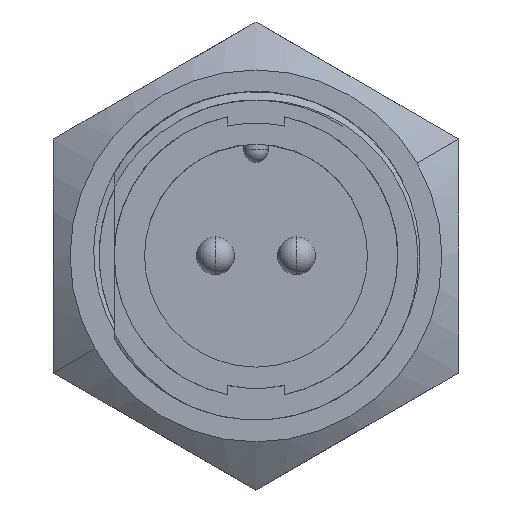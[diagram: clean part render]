
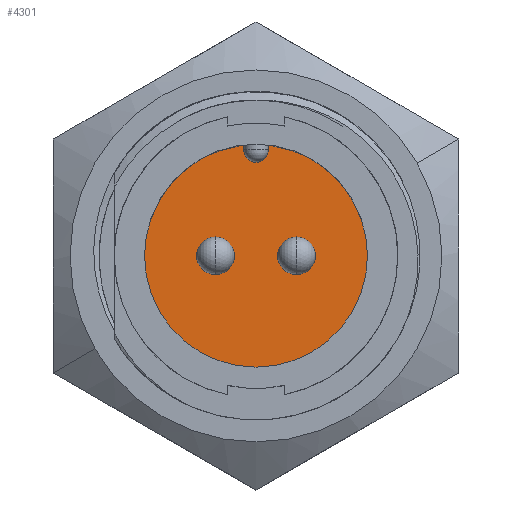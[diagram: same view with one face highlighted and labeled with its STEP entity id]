
A CAD part, top view. The second image highlights one B-rep face of the part: STEP entity #4301.
In plain terms, the highlighted planar face has unit normal (0, 0, 1).
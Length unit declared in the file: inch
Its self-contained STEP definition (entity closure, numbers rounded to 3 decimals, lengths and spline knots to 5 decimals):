
#2 = CIRCLE ( 'NONE', #6459, 0.275 ) ;
#7 = CIRCLE ( 'NONE', #6634, 0.0465 ) ;
#19 = CIRCLE ( 'NONE', #6544, 0.275 ) ;
#30 = CIRCLE ( 'NONE', #6621, 0.0465 ) ;
#36 = CIRCLE ( 'NONE', #6695, 0.275 ) ;
#77 = VERTEX_POINT ( 'NONE', #12346 ) ;
#312 = EDGE_LOOP ( 'NONE', ( #7998, #7740 ) ) ;
#323 = EDGE_LOOP ( 'NONE', ( #7889, #7862 ) ) ;
#352 = VERTEX_POINT ( 'NONE', #12300 ) ;
#363 = VERTEX_POINT ( 'NONE', #12003 ) ;
#398 = VERTEX_POINT ( 'NONE', #11998 ) ;
#400 = VERTEX_POINT ( 'NONE', #12051 ) ;
#414 = EDGE_LOOP ( 'NONE', ( #7912, #7842, #7963, #7817, #7814, #7712 ) ) ;
#597 = VERTEX_POINT ( 'NONE', #12320 ) ;
#679 = VERTEX_POINT ( 'NONE', #2719 ) ;
#1472 = VERTEX_POINT ( 'NONE', #2529 ) ;
#1486 = VERTEX_POINT ( 'NONE', #2741 ) ;
#1512 = VERTEX_POINT ( 'NONE', #2528 ) ;
#1914 = CARTESIAN_POINT ( 'NONE',  ( -0.1, 0.00001, 0.36537 ) ) ;
#1926 = DIRECTION ( 'NONE',  ( 1., 0., 0. ) ) ;
#1959 = DIRECTION ( 'NONE',  ( 0., 0., 1. ) ) ;
#2040 = FACE_BOUND ( 'NONE', #323, .T. ) ;
#2049 = AXIS2_PLACEMENT_3D ( 'NONE', #15574, #15629, #15831 ) ;
#2086 = FACE_BOUND ( 'NONE', #312, .T. ) ;
#2087 = AXIS2_PLACEMENT_3D ( 'NONE', #15391, #15388, #15386 ) ;
#2088 = FACE_OUTER_BOUND ( 'NONE', #414, .T. ) ;
#2089 = AXIS2_PLACEMENT_3D ( 'NONE', #15100, #15393, #15392 ) ;
#2528 = CARTESIAN_POINT ( 'NONE',  ( -0.275, 0., 0.36537 ) ) ;
#2529 = CARTESIAN_POINT ( 'NONE',  ( 0.275, 0., 0.36537 ) ) ;
#2719 = CARTESIAN_POINT ( 'NONE',  ( -0.03, 0.261, 0.36537 ) ) ;
#2741 = CARTESIAN_POINT ( 'NONE',  ( 0.03, 0.27336, 0.36537 ) ) ;
#3375 = DIRECTION ( 'NONE',  ( 1., 0., 0. ) ) ;
#3449 = DIRECTION ( 'NONE',  ( 0., 0., 1. ) ) ;
#3500 = CARTESIAN_POINT ( 'NONE',  ( 0., 0., 0.36537 ) ) ;
#3996 = CIRCLE ( 'NONE', #2049, 0.0465 ) ;
#4274 = CIRCLE ( 'NONE', #2089, 0.0465 ) ;
#4276 = EDGE_CURVE ( 'NONE', #597, #352, #3996, .T. ) ;
#4299 = EDGE_CURVE ( 'NONE', #400, #398, #4274, .T. ) ;
#4301 = ADVANCED_FACE ( 'NONE', ( #2040, #2088, #2086 ), #15390, .T. ) ;
#4391 = CIRCLE ( 'NONE', #6417, 0.03 ) ;
#4458 = EDGE_CURVE ( 'NONE', #363, #679, #4391, .T. ) ;
#4515 = EDGE_CURVE ( 'NONE', #77, #1512, #2, .T. ) ;
#4558 = EDGE_CURVE ( 'NONE', #1486, #363, #10284, .T. ) ;
#4605 = EDGE_CURVE ( 'NONE', #1472, #1486, #19, .T. ) ;
#4694 = EDGE_CURVE ( 'NONE', #398, #400, #30, .T. ) ;
#4729 = EDGE_CURVE ( 'NONE', #352, #597, #7, .T. ) ;
#4794 = EDGE_CURVE ( 'NONE', #679, #77, #12779, .T. ) ;
#4825 = EDGE_CURVE ( 'NONE', #1512, #1472, #36, .T. ) ;
#6417 = AXIS2_PLACEMENT_3D ( 'NONE', #7130, #7075, #7027 ) ;
#6459 = AXIS2_PLACEMENT_3D ( 'NONE', #9757, #10127, #10126 ) ;
#6501 = VECTOR ( 'NONE', #10345, 39.37008 ) ;
#6544 = AXIS2_PLACEMENT_3D ( 'NONE', #3500, #3449, #3375 ) ;
#6621 = AXIS2_PLACEMENT_3D ( 'NONE', #1914, #1959, #1926 ) ;
#6634 = AXIS2_PLACEMENT_3D ( 'NONE', #12540, #12542, #12530 ) ;
#6680 = VECTOR ( 'NONE', #12814, 39.37008 ) ;
#6695 = AXIS2_PLACEMENT_3D ( 'NONE', #9063, #9093, #8663 ) ;
#7027 = DIRECTION ( 'NONE',  ( 1., 0., 0. ) ) ;
#7075 = DIRECTION ( 'NONE',  ( 0., 0., -1. ) ) ;
#7130 = CARTESIAN_POINT ( 'NONE',  ( 0., 0.261, 0.36537 ) ) ;
#7712 = ORIENTED_EDGE ( 'NONE', *, *, #4794, .T. ) ;
#7740 = ORIENTED_EDGE ( 'NONE', *, *, #4299, .F. ) ;
#7814 = ORIENTED_EDGE ( 'NONE', *, *, #4458, .T. ) ;
#7817 = ORIENTED_EDGE ( 'NONE', *, *, #4558, .T. ) ;
#7842 = ORIENTED_EDGE ( 'NONE', *, *, #4825, .T. ) ;
#7862 = ORIENTED_EDGE ( 'NONE', *, *, #4276, .F. ) ;
#7889 = ORIENTED_EDGE ( 'NONE', *, *, #4729, .F. ) ;
#7912 = ORIENTED_EDGE ( 'NONE', *, *, #4515, .T. ) ;
#7963 = ORIENTED_EDGE ( 'NONE', *, *, #4605, .T. ) ;
#7998 = ORIENTED_EDGE ( 'NONE', *, *, #4694, .F. ) ;
#8663 = DIRECTION ( 'NONE',  ( 1., 0., 0. ) ) ;
#9063 = CARTESIAN_POINT ( 'NONE',  ( 0., 0., 0.36537 ) ) ;
#9093 = DIRECTION ( 'NONE',  ( 0., 0., 1. ) ) ;
#9757 = CARTESIAN_POINT ( 'NONE',  ( 0., 0., 0.36537 ) ) ;
#10126 = DIRECTION ( 'NONE',  ( 1., 0., 0. ) ) ;
#10127 = DIRECTION ( 'NONE',  ( 0., 0., 1. ) ) ;
#10284 = LINE ( 'NONE', #10348, #6501 ) ;
#10345 = DIRECTION ( 'NONE',  ( 0., -1., 0. ) ) ;
#10348 = CARTESIAN_POINT ( 'NONE',  ( 0.03, 0.27336, 0.36537 ) ) ;
#11998 = CARTESIAN_POINT ( 'NONE',  ( -0.0535, 0.00001, 0.36537 ) ) ;
#12003 = CARTESIAN_POINT ( 'NONE',  ( 0.03, 0.261, 0.36537 ) ) ;
#12051 = CARTESIAN_POINT ( 'NONE',  ( -0.1465, 0.00001, 0.36537 ) ) ;
#12300 = CARTESIAN_POINT ( 'NONE',  ( 0.1465, 0., 0.36537 ) ) ;
#12320 = CARTESIAN_POINT ( 'NONE',  ( 0.0535, 0., 0.36537 ) ) ;
#12346 = CARTESIAN_POINT ( 'NONE',  ( -0.03, 0.27336, 0.36537 ) ) ;
#12530 = DIRECTION ( 'NONE',  ( 1., 0., 0. ) ) ;
#12540 = CARTESIAN_POINT ( 'NONE',  ( 0.1, 0., 0.36537 ) ) ;
#12542 = DIRECTION ( 'NONE',  ( 0., 0., 1. ) ) ;
#12779 = LINE ( 'NONE', #12830, #6680 ) ;
#12814 = DIRECTION ( 'NONE',  ( 0., 1., 0. ) ) ;
#12830 = CARTESIAN_POINT ( 'NONE',  ( -0.03, 0.261, 0.36537 ) ) ;
#15100 = CARTESIAN_POINT ( 'NONE',  ( -0.1, 0.00001, 0.36537 ) ) ;
#15386 = DIRECTION ( 'NONE',  ( 1., 0., 0. ) ) ;
#15388 = DIRECTION ( 'NONE',  ( 0., 0., 1. ) ) ;
#15390 = PLANE ( 'NONE',  #2087 ) ;
#15391 = CARTESIAN_POINT ( 'NONE',  ( 0., 0., 0.36537 ) ) ;
#15392 = DIRECTION ( 'NONE',  ( 1., 0., 0. ) ) ;
#15393 = DIRECTION ( 'NONE',  ( 0., 0., 1. ) ) ;
#15574 = CARTESIAN_POINT ( 'NONE',  ( 0.1, 0., 0.36537 ) ) ;
#15629 = DIRECTION ( 'NONE',  ( 0., 0., 1. ) ) ;
#15831 = DIRECTION ( 'NONE',  ( 1., 0., 0. ) ) ;
